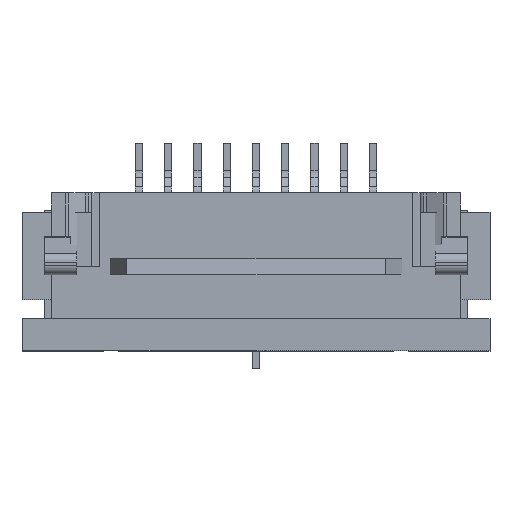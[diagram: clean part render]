
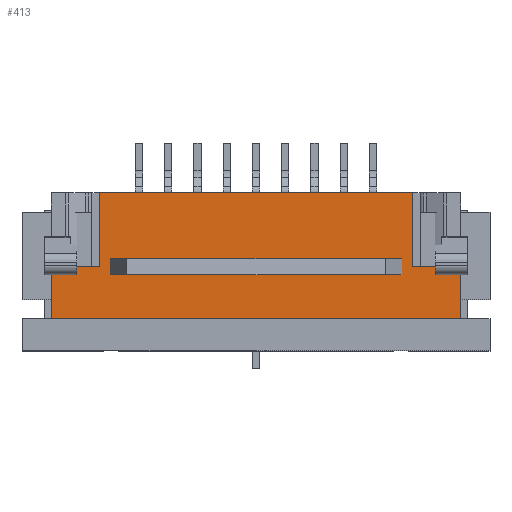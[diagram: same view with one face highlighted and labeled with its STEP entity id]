
A CAD part, top view. The second image highlights one B-rep face of the part: STEP entity #413.
In plain terms, the highlighted planar face has unit normal (0, 0, 1).
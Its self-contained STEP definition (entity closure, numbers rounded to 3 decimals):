
#413 = ADVANCED_FACE( '', ( #958 ), #959, .F. );
#958 = FACE_OUTER_BOUND( '', #1691, .T. );
#959 = PLANE( '', #1692 );
#1691 = EDGE_LOOP( '', ( #2570, #2571, #2572, #2573, #2574, #2575, #2576, #2577 ) );
#1692 = AXIS2_PLACEMENT_3D( '', #2578, #2579, #2580 );
#2570 = ORIENTED_EDGE( '', *, *, #5586, .T. );
#2571 = ORIENTED_EDGE( '', *, *, #5587, .F. );
#2572 = ORIENTED_EDGE( '', *, *, #5588, .T. );
#2573 = ORIENTED_EDGE( '', *, *, #5589, .F. );
#2574 = ORIENTED_EDGE( '', *, *, #5590, .F. );
#2575 = ORIENTED_EDGE( '', *, *, #5591, .F. );
#2576 = ORIENTED_EDGE( '', *, *, #5545, .F. );
#2577 = ORIENTED_EDGE( '', *, *, #5584, .T. );
#2578 = CARTESIAN_POINT( '', ( 7., -2.15, 1.5 ) );
#2579 = DIRECTION( '', ( 0., 0., -1. ) );
#2580 = DIRECTION( '', ( -1., 0., 0. ) );
#5545 = EDGE_CURVE( '', #6639, #6641, #6642, .T. );
#5584 = EDGE_CURVE( '', #6639, #6711, #6713, .T. );
#5586 = EDGE_CURVE( '', #6711, #6715, #6716, .T. );
#5587 = EDGE_CURVE( '', #6717, #6715, #6718, .T. );
#5588 = EDGE_CURVE( '', #6717, #6719, #6720, .T. );
#5589 = EDGE_CURVE( '', #6721, #6719, #6722, .T. );
#5590 = EDGE_CURVE( '', #6723, #6721, #6724, .T. );
#5591 = EDGE_CURVE( '', #6641, #6723, #6725, .T. );
#6639 = VERTEX_POINT( '', #8265 );
#6641 = VERTEX_POINT( '', #8268 );
#6642 = LINE( '', #8269, #8270 );
#6711 = VERTEX_POINT( '', #8368 );
#6713 = LINE( '', #8371, #8372 );
#6715 = VERTEX_POINT( '', #8375 );
#6716 = LINE( '', #8376, #8377 );
#6717 = VERTEX_POINT( '', #8378 );
#6718 = LINE( '', #8379, #8380 );
#6719 = VERTEX_POINT( '', #8381 );
#6720 = LINE( '', #8382, #8383 );
#6721 = VERTEX_POINT( '', #8384 );
#6722 = LINE( '', #8385, #8386 );
#6723 = VERTEX_POINT( '', #8387 );
#6724 = LINE( '', #8388, #8389 );
#6725 = LINE( '', #8390, #8391 );
#8265 = CARTESIAN_POINT( '', ( 7., -2.15, 1.5 ) );
#8268 = CARTESIAN_POINT( '', ( -7., -2.15, 1.5 ) );
#8269 = CARTESIAN_POINT( '', ( 7., -2.15, 1.5 ) );
#8270 = VECTOR( '', #10518, 1000. );
#8368 = CARTESIAN_POINT( '', ( 7., -0.35, 1.5 ) );
#8371 = CARTESIAN_POINT( '', ( 7., -2.15, 1.5 ) );
#8372 = VECTOR( '', #10573, 1000. );
#8375 = CARTESIAN_POINT( '', ( 5.35, -0.35, 1.5 ) );
#8376 = CARTESIAN_POINT( '', ( 5.35, -0.35, 1.5 ) );
#8377 = VECTOR( '', #10575, 1000. );
#8378 = CARTESIAN_POINT( '', ( 5.35, 2.15, 1.5 ) );
#8379 = CARTESIAN_POINT( '', ( 5.35, 14.952, 1.5 ) );
#8380 = VECTOR( '', #10576, 1000. );
#8381 = CARTESIAN_POINT( '', ( -5.35, 2.15, 1.5 ) );
#8382 = CARTESIAN_POINT( '', ( 7., 2.15, 1.5 ) );
#8383 = VECTOR( '', #10577, 1000. );
#8384 = CARTESIAN_POINT( '', ( -5.35, -0.35, 1.5 ) );
#8385 = CARTESIAN_POINT( '', ( -5.35, -2.15, 1.5 ) );
#8386 = VECTOR( '', #10578, 1000. );
#8387 = CARTESIAN_POINT( '', ( -7., -0.35, 1.5 ) );
#8388 = CARTESIAN_POINT( '', ( -5.35, -0.35, 1.5 ) );
#8389 = VECTOR( '', #10579, 1000. );
#8390 = CARTESIAN_POINT( '', ( -7., -2.15, 1.5 ) );
#8391 = VECTOR( '', #10580, 1000. );
#10518 = DIRECTION( '', ( -1., 0., 0. ) );
#10573 = DIRECTION( '', ( 0., 1., 0. ) );
#10575 = DIRECTION( '', ( -1., 0., 0. ) );
#10576 = DIRECTION( '', ( 0., -1., 0. ) );
#10577 = DIRECTION( '', ( -1., 0., 0. ) );
#10578 = DIRECTION( '', ( 0., 1., 0. ) );
#10579 = DIRECTION( '', ( 1., 0., 0. ) );
#10580 = DIRECTION( '', ( 0., 1., 0. ) );
